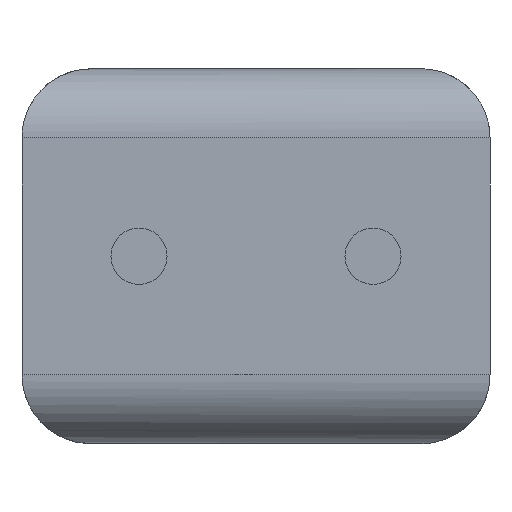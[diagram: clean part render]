
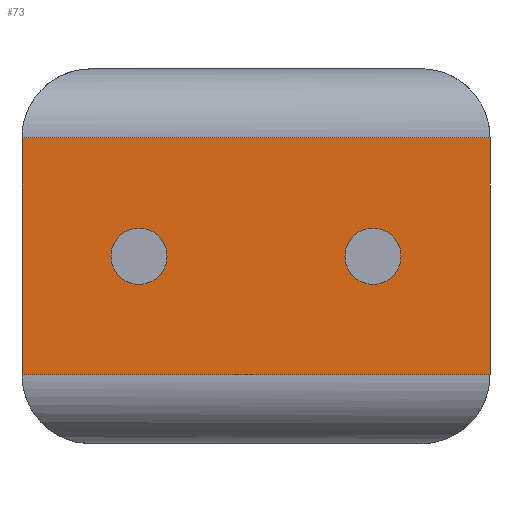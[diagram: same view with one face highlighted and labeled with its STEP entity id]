
A CAD part, front view. The second image highlights one B-rep face of the part: STEP entity #73.
In plain terms, the highlighted planar face has unit normal (0, -1, 0).
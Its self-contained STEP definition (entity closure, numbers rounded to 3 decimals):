
#20 = ORIENTED_EDGE ( 'NONE', *, *, #2331, .T. ) ;
#22 = CARTESIAN_POINT ( 'NONE',  ( 0., 0., 3.32 ) ) ;
#25 = CARTESIAN_POINT ( 'NONE',  ( 0., 0., 4.07 ) ) ;
#57 = ORIENTED_EDGE ( 'NONE', *, *, #2924, .T. ) ;
#73 = ADVANCED_FACE ( 'NONE', ( #2330, #1666, #605 ), #779, .F. ) ;
#153 = CIRCLE ( 'NONE', #3287, 0.305 ) ;
#239 = EDGE_CURVE ( 'NONE', #986, #1342, #153, .T. ) ;
#286 = DIRECTION ( 'NONE',  ( -1., 0., 0. ) ) ;
#318 = EDGE_CURVE ( 'NONE', #1748, #3596, #1064, .T. ) ;
#362 = CIRCLE ( 'NONE', #3367, 0.305 ) ;
#400 = EDGE_LOOP ( 'NONE', ( #3266, #1511 ) ) ;
#475 = CARTESIAN_POINT ( 'NONE',  ( -3.505, 0., 2.035 ) ) ;
#496 = CARTESIAN_POINT ( 'NONE',  ( 0., 0., 4.07 ) ) ;
#592 = DIRECTION ( 'NONE',  ( 0., 1., 0. ) ) ;
#605 = FACE_BOUND ( 'NONE', #400, .T. ) ;
#617 = CARTESIAN_POINT ( 'NONE',  ( 0., 0., 3.32 ) ) ;
#622 = VECTOR ( 'NONE', #1503, 1000. ) ;
#688 = DIRECTION ( 'NONE',  ( 0., -1., 0. ) ) ;
#779 = PLANE ( 'NONE',  #3615 ) ;
#803 = CARTESIAN_POINT ( 'NONE',  ( -1.575, 0., 2.035 ) ) ;
#834 = VERTEX_POINT ( 'NONE', #3181 ) ;
#986 = VERTEX_POINT ( 'NONE', #475 ) ;
#1054 = DIRECTION ( 'NONE',  ( 0., 1., 0. ) ) ;
#1064 = LINE ( 'NONE', #22, #622 ) ;
#1184 = DIRECTION ( 'NONE',  ( -1., 0., 0. ) ) ;
#1342 = VERTEX_POINT ( 'NONE', #3542 ) ;
#1353 = CARTESIAN_POINT ( 'NONE',  ( -5.08, 0., 3.32 ) ) ;
#1384 = ORIENTED_EDGE ( 'NONE', *, *, #2818, .F. ) ;
#1413 = AXIS2_PLACEMENT_3D ( 'NONE', #3709, #592, #286 ) ;
#1427 = DIRECTION ( 'NONE',  ( 0., 0., -1. ) ) ;
#1438 = DIRECTION ( 'NONE',  ( 0., 0., -1. ) ) ;
#1501 = CARTESIAN_POINT ( 'NONE',  ( -5.08, 0., 0.75 ) ) ;
#1503 = DIRECTION ( 'NONE',  ( -1., 0., 0. ) ) ;
#1511 = ORIENTED_EDGE ( 'NONE', *, *, #239, .F. ) ;
#1528 = AXIS2_PLACEMENT_3D ( 'NONE', #2864, #1717, #1184 ) ;
#1564 = CIRCLE ( 'NONE', #1413, 0.305 ) ;
#1582 = EDGE_CURVE ( 'NONE', #3722, #2233, #1564, .T. ) ;
#1666 = FACE_OUTER_BOUND ( 'NONE', #2348, .T. ) ;
#1690 = CARTESIAN_POINT ( 'NONE',  ( 0., 0., 0.75 ) ) ;
#1697 = ORIENTED_EDGE ( 'NONE', *, *, #2887, .T. ) ;
#1717 = DIRECTION ( 'NONE',  ( 0., 1., 0. ) ) ;
#1748 = VERTEX_POINT ( 'NONE', #617 ) ;
#1755 = VECTOR ( 'NONE', #1427, 1000. ) ;
#1767 = VECTOR ( 'NONE', #1438, 1000. ) ;
#1777 = EDGE_LOOP ( 'NONE', ( #1697, #3014 ) ) ;
#1821 = DIRECTION ( 'NONE',  ( -1., 0., 0. ) ) ;
#1875 = LINE ( 'NONE', #1690, #2632 ) ;
#1937 = EDGE_CURVE ( 'NONE', #1342, #986, #362, .T. ) ;
#2233 = VERTEX_POINT ( 'NONE', #803 ) ;
#2330 = FACE_BOUND ( 'NONE', #1777, .T. ) ;
#2331 = EDGE_CURVE ( 'NONE', #3554, #834, #1875, .T. ) ;
#2348 = EDGE_LOOP ( 'NONE', ( #1384, #2375, #57, #20 ) ) ;
#2375 = ORIENTED_EDGE ( 'NONE', *, *, #318, .T. ) ;
#2632 = VECTOR ( 'NONE', #3085, 1000. ) ;
#2694 = CIRCLE ( 'NONE', #1528, 0.305 ) ;
#2803 = LINE ( 'NONE', #25, #1767 ) ;
#2818 = EDGE_CURVE ( 'NONE', #1748, #834, #2803, .T. ) ;
#2864 = CARTESIAN_POINT ( 'NONE',  ( -1.27, 0., 2.035 ) ) ;
#2887 = EDGE_CURVE ( 'NONE', #2233, #3722, #2694, .T. ) ;
#2891 = DIRECTION ( 'NONE',  ( 0., -1., 0. ) ) ;
#2904 = CARTESIAN_POINT ( 'NONE',  ( -3.81, 0., 2.035 ) ) ;
#2924 = EDGE_CURVE ( 'NONE', #3596, #3554, #3095, .T. ) ;
#2999 = CARTESIAN_POINT ( 'NONE',  ( -3.81, 0., 2.035 ) ) ;
#3014 = ORIENTED_EDGE ( 'NONE', *, *, #1582, .T. ) ;
#3065 = CARTESIAN_POINT ( 'NONE',  ( -0.965, 0., 2.035 ) ) ;
#3085 = DIRECTION ( 'NONE',  ( 1., 0., 0. ) ) ;
#3095 = LINE ( 'NONE', #3142, #1755 ) ;
#3142 = CARTESIAN_POINT ( 'NONE',  ( -5.08, 0., 4.07 ) ) ;
#3181 = CARTESIAN_POINT ( 'NONE',  ( 0., 0., 0.75 ) ) ;
#3266 = ORIENTED_EDGE ( 'NONE', *, *, #1937, .F. ) ;
#3287 = AXIS2_PLACEMENT_3D ( 'NONE', #2904, #2891, #3475 ) ;
#3367 = AXIS2_PLACEMENT_3D ( 'NONE', #2999, #688, #1821 ) ;
#3475 = DIRECTION ( 'NONE',  ( -1., 0., 0. ) ) ;
#3542 = CARTESIAN_POINT ( 'NONE',  ( -4.115, 0., 2.035 ) ) ;
#3554 = VERTEX_POINT ( 'NONE', #1501 ) ;
#3596 = VERTEX_POINT ( 'NONE', #1353 ) ;
#3615 = AXIS2_PLACEMENT_3D ( 'NONE', #496, #1054, #3630 ) ;
#3630 = DIRECTION ( 'NONE',  ( -1., 0., 0. ) ) ;
#3709 = CARTESIAN_POINT ( 'NONE',  ( -1.27, 0., 2.035 ) ) ;
#3722 = VERTEX_POINT ( 'NONE', #3065 ) ;
